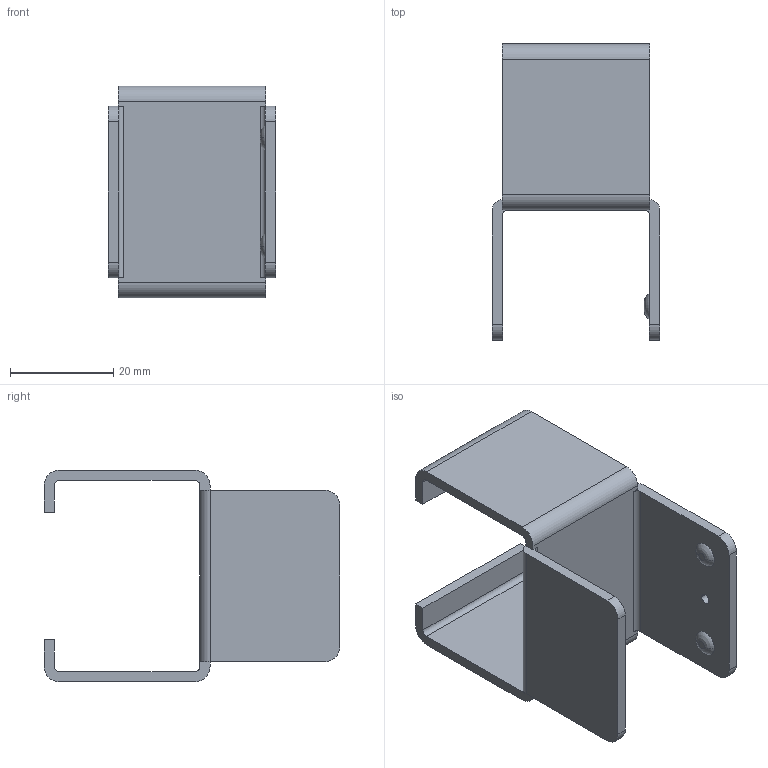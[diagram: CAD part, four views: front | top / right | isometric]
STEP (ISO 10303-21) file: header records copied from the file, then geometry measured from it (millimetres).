
FILE_DESCRIPTION (( 'STEP AP214' ), '1' );
FILE_NAME ('B345 Êðîíøòåéí äëÿ ñòàëüíîé íàïðàâëÿþùåé, òèï D.STEP', '2025-06-05T12:23:54', ( '' ), ( '' ), 'SwSTEP 2.0', 'SolidWorks 2025', '' );
FILE_SCHEMA (( 'AUTOMOTIVE_DESIGN' ));
Length unit declared in the file: millimetre
Products named in the file (1): B345 Кронштейн для стальной направляющей, тип D
Bounding box: 32.5 x 57.4 x 41.1 mm (x, y, z)
Volume: 9885.9 mm3; surface area: 10635.7 mm2
Topology: 1 solids, 1 shells, 61 faces, 160 edges, 105 vertices
Faces by surface type: plane 30, cylinder 18, torus 13
Entity records: 1947 total; most frequent: CARTESIAN_POINT 351, DIRECTION 350, ORIENTED_EDGE 320, EDGE_CURVE 160, AXIS2_PLACEMENT_3D 132, VERTEX_POINT 105, LINE 86, VECTOR 86
